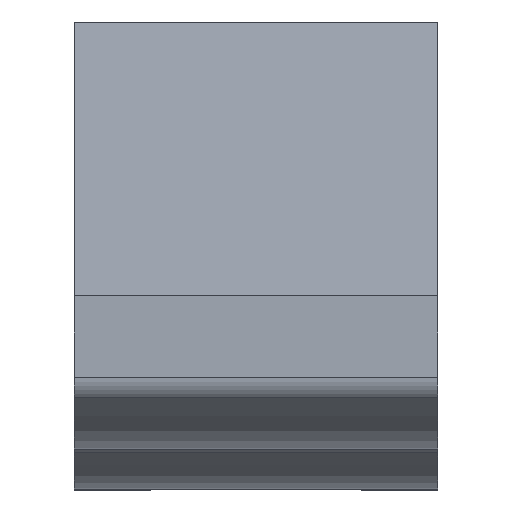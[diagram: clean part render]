
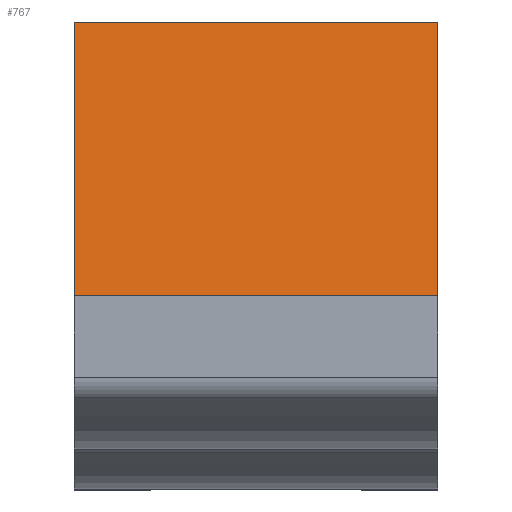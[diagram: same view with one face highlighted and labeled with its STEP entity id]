
A CAD part, top view. The second image highlights one B-rep face of the part: STEP entity #767.
In plain terms, the highlighted planar face has unit normal (0, 0.906, 0.423).
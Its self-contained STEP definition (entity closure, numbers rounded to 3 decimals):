
#22=DIRECTION('',(0.,0.423,-0.906));
#23=VECTOR('',#22,25.045);
#24=CARTESIAN_POINT('',(-7.,7.416,47.5));
#25=LINE('',#24,#23);
#191=DIRECTION('',(0.,0.423,-0.906));
#192=VECTOR('',#191,25.045);
#193=CARTESIAN_POINT('',(7.,7.416,47.5));
#194=LINE('',#193,#192);
#252=DIRECTION('',(1.,0.,0.));
#253=VECTOR('',#252,14.);
#254=CARTESIAN_POINT('',(-7.,18.,24.802));
#255=LINE('',#254,#253);
#260=DIRECTION('',(1.,0.,0.));
#261=VECTOR('',#260,14.);
#262=CARTESIAN_POINT('',(-7.,7.416,47.5));
#263=LINE('',#262,#261);
#476=CARTESIAN_POINT('',(-7.,7.416,47.5));
#477=CARTESIAN_POINT('',(-7.,18.,24.802));
#478=VERTEX_POINT('',#476);
#479=VERTEX_POINT('',#477);
#480=CARTESIAN_POINT('',(7.,7.416,47.5));
#481=CARTESIAN_POINT('',(7.,18.,24.802));
#482=VERTEX_POINT('',#480);
#483=VERTEX_POINT('',#481);
#754=CARTESIAN_POINT('',(7.,7.416,47.5));
#755=DIRECTION('',(0.,-0.906,-0.423));
#756=DIRECTION('',(0.,0.423,-0.906));
#757=AXIS2_PLACEMENT_3D('',#754,#755,#756);
#758=PLANE('',#757);
#759=ORIENTED_EDGE('',*,*,#501,.T.);
#761=ORIENTED_EDGE('',*,*,#760,.T.);
#762=ORIENTED_EDGE('',*,*,#684,.F.);
#764=ORIENTED_EDGE('',*,*,#763,.F.);
#765=EDGE_LOOP('',(#759,#761,#762,#764));
#766=FACE_OUTER_BOUND('',#765,.F.);
#767=ADVANCED_FACE('',(#766),#758,.F.);
#501=EDGE_CURVE('',#478,#479,#25,.T.);
#684=EDGE_CURVE('',#482,#483,#194,.T.);
#760=EDGE_CURVE('',#479,#483,#255,.T.);
#763=EDGE_CURVE('',#478,#482,#263,.T.);
